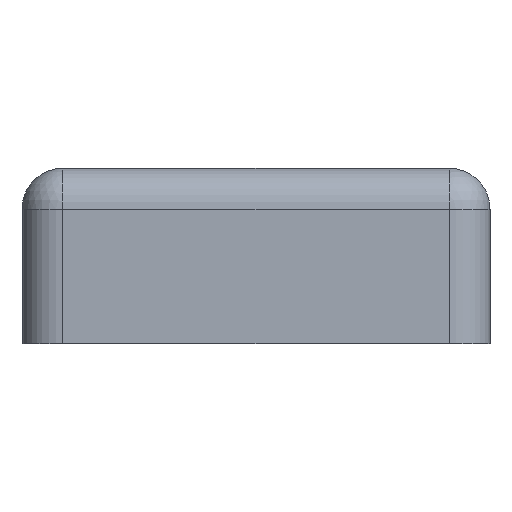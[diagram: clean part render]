
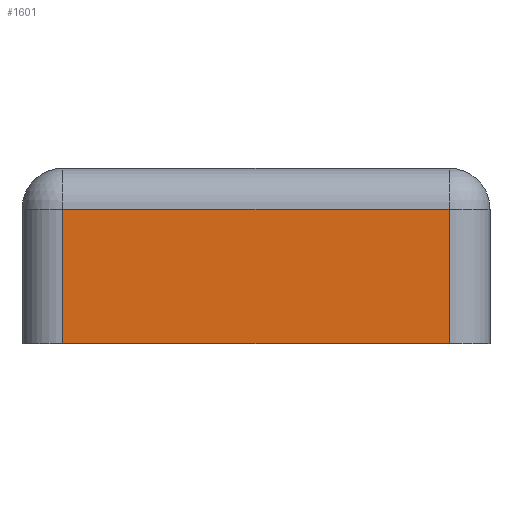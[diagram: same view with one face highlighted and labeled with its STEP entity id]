
A CAD part, front view. The second image highlights one B-rep face of the part: STEP entity #1601.
In plain terms, the highlighted planar face has unit normal (0, -1, 0).
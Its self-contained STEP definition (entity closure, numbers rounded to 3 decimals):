
#729=CARTESIAN_POINT('',(16.5,-100.0,4.0));
#730=VERTEX_POINT('',#729);
#799=CARTESIAN_POINT('',(-16.5,-100.0,4.0));
#800=VERTEX_POINT('',#799);
#947=CARTESIAN_POINT('',(-16.5,-100.0,-7.5));
#948=VERTEX_POINT('',#947);
#956=CARTESIAN_POINT('',(-16.5,-100.0,-7.5));
#957=DIRECTION('',(0.0,0.0,1.0));
#958=VECTOR('',#957,11.5);
#959=LINE('',#956,#958);
#960=EDGE_CURVE('',#948,#800,#959,.T.);
#978=CARTESIAN_POINT('',(-16.5,-100.0,4.0));
#979=DIRECTION('',(1.0,0.0,0.0));
#980=VECTOR('',#979,33.0);
#981=LINE('',#978,#980);
#982=EDGE_CURVE('',#800,#730,#981,.T.);
#1053=CARTESIAN_POINT('',(16.5,-100.0,-7.5));
#1054=VERTEX_POINT('',#1053);
#1071=CARTESIAN_POINT('',(16.5,-100.0,4.0));
#1072=DIRECTION('',(0.0,0.0,-1.0));
#1073=VECTOR('',#1072,11.5);
#1074=LINE('',#1071,#1073);
#1075=EDGE_CURVE('',#730,#1054,#1074,.T.);
#1585=CARTESIAN_POINT('',(20.0,-100.0,-7.5));
#1586=DIRECTION('',(0.0,-1.0,0.0));
#1587=DIRECTION('',(0.0,0.0,-1.0));
#1588=AXIS2_PLACEMENT_3D('',#1585,#1586,#1587);
#1589=PLANE('',#1588);
#1590=ORIENTED_EDGE('',*,*,#960,.F.);
#1591=CARTESIAN_POINT('',(16.5,-100.0,-7.5));
#1592=DIRECTION('',(-1.0,0.0,0.0));
#1593=VECTOR('',#1592,33.0);
#1594=LINE('',#1591,#1593);
#1595=EDGE_CURVE('',#1054,#948,#1594,.T.);
#1596=ORIENTED_EDGE('',*,*,#1595,.F.);
#1597=ORIENTED_EDGE('',*,*,#1075,.F.);
#1598=ORIENTED_EDGE('',*,*,#982,.F.);
#1599=EDGE_LOOP('',(#1590,#1596,#1597,#1598));
#1600=FACE_OUTER_BOUND('',#1599,.T.);
#1601=ADVANCED_FACE('',(#1600),#1589,.T.);
